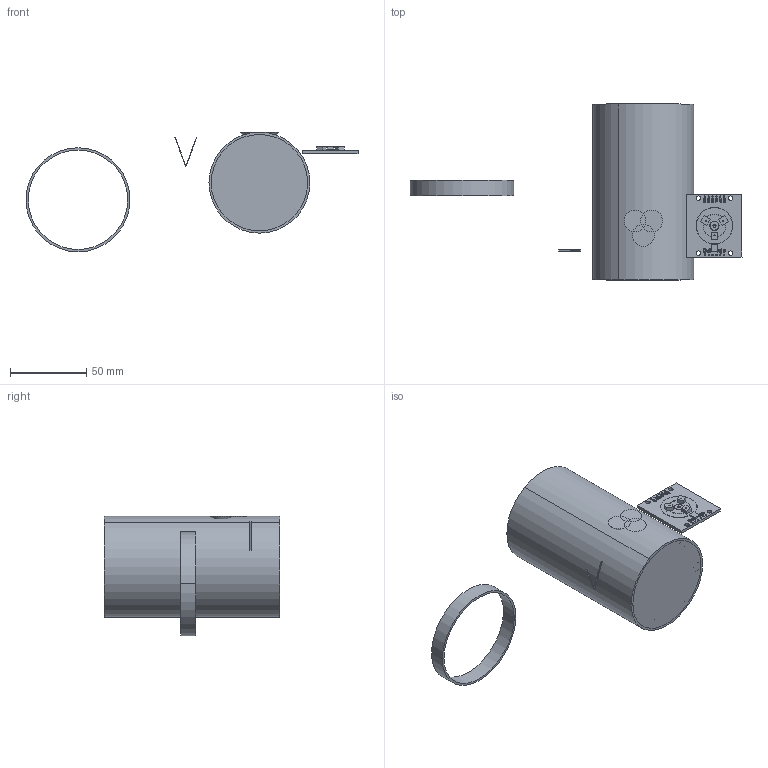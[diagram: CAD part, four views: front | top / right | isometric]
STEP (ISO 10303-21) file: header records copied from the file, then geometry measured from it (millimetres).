
FILE_DESCRIPTION(/* description */ ('VariCAD 2022-1.06 AP-214'),/* implementation_level */ '2;1');
FILE_NAME(/* name */ 'díry sp.stp',/* time_stamp */ '2022-05-18T18:51:19+01:00',/* author */ (''),/* organization */ (''),/* preprocessor_version */ 'VariCAD 2022-1.06',/* originating_system */ 'VariCAD 2022-1.06; kernel version (20180118)',/* authorisation */ '');
FILE_SCHEMA(('AUTOMOTIVE_DESIGN'));
Length unit declared in the file: millimetre
Products named in the file (100): díry sp; [Nepojmenovaný díl 13]
Assembly tree (99 placements, depth 2):
  díry sp
    (unnamed)
    (unnamed)
    (unnamed)
    (unnamed)
    (unnamed)
    (unnamed)
    (unnamed)
    (unnamed)
    (unnamed)
    (unnamed)
    (unnamed)
    (unnamed)
    (unnamed)
    (unnamed)
    [Nepojmenovaný díl 13]
    (unnamed)
    (unnamed)
    (unnamed)
    (unnamed)
    (unnamed)
    (unnamed)
    (unnamed)
    (unnamed)
    (unnamed)
    (unnamed)
    (unnamed)
    (unnamed)
    (unnamed)
    (unnamed)
    (unnamed)
    (unnamed)
    (unnamed)
    (unnamed)
    (unnamed)
    (unnamed)
    (unnamed)
    (unnamed)
    (unnamed)
    (unnamed)
    (unnamed)
    (unnamed)
    (unnamed)
    (unnamed)
    (unnamed)
    (unnamed)
    (unnamed)
    (unnamed)
    (unnamed)
    (unnamed)
    (unnamed)
    (unnamed)
    (unnamed)
    (unnamed)
    (unnamed)
    (unnamed)
    (unnamed)
    (unnamed)
    (unnamed)
    (unnamed)
Bounding box: 217.08 x 115 x 78.19 mm (x, y, z)
Volume: 60537.2 mm3; surface area: 66738.4 mm2
Topology: 99 solids, 99 shells, 1016 faces, 2414 edges, 1610 vertices
Faces by surface type: plane 702, extrusion 172, cylinder 136, cone 6
Entity records: 43745 total; most frequent: CARTESIAN_POINT 17428, ORIENTED_EDGE 4828, DIRECTION 4546, EDGE_CURVE 2414, VECTOR 1690, VERTEX_POINT 1610, LINE 1518, AXIS2_PLACEMENT_3D 1428
